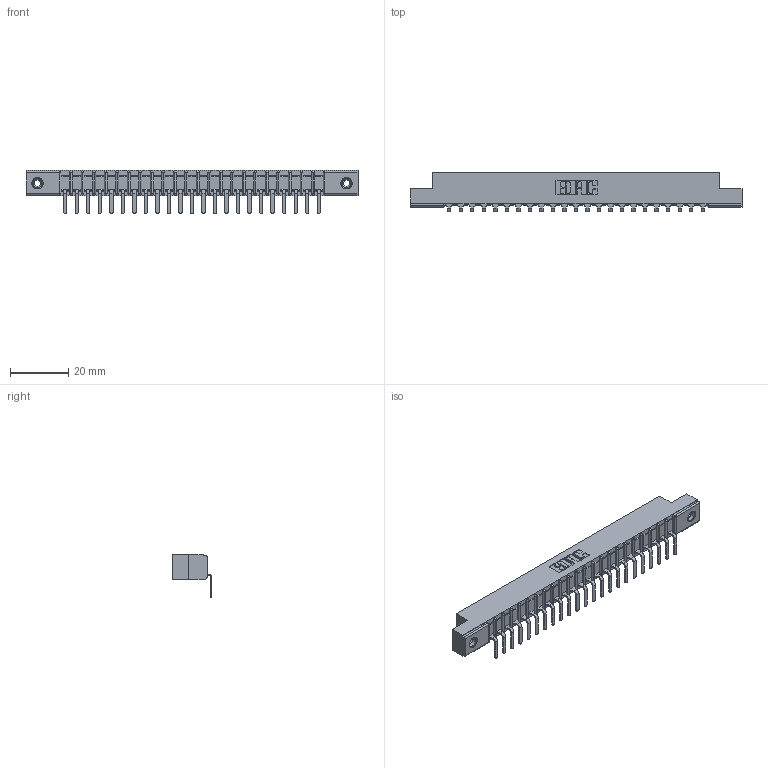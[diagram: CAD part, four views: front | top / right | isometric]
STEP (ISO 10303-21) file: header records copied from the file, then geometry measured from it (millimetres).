
FILE_DESCRIPTION (( 'STEP AP203' ), '1' );
FILE_NAME ('357-023-559-108.STEP', '2022-07-12T22:12:58', ( '' ), ( '' ), 'SwSTEP 2.0', 'SolidWorks 2020', '' );
FILE_SCHEMA (( 'CONFIG_CONTROL_DESIGN' ));
Length unit declared in the file: inch
Products named in the file (4): 357-023-559-108; 307 Part_.156 Dia Mounting Holes; 345-250-001_345-250-003-102; 307-290-001_558 559 - 1 (Single)
Assembly tree (26 placements, depth 2):
  357-023-559-108
    307 Part_.156 Dia Mounting Holes
    307-290-001_558 559 - 1 (Single)  x23
    345-250-001_345-250-003-102  x2
Bounding box: 114.15 x 13.7 x 14.81 mm (x, y, z)
Volume: 7210.4 mm3; surface area: 11302.5 mm2
Topology: 26 solids, 26 shells, 1582 faces, 4461 edges, 2870 vertices
Faces by surface type: plane 999, cylinder 519, sphere 48, cone 12, torus 4
Entity records: 23349 total; most frequent: CARTESIAN_POINT 3907, ORIENTED_EDGE 3886, DIRECTION 3821, EDGE_CURVE 1943, LINE 1481, VECTOR 1481, VERTEX_POINT 1256, AXIS2_PLACEMENT_3D 1170
